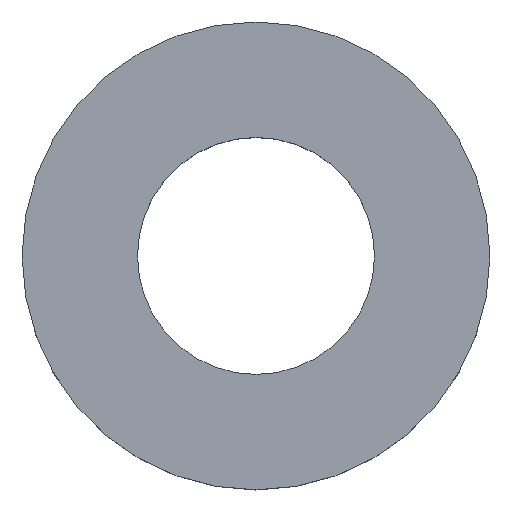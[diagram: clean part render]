
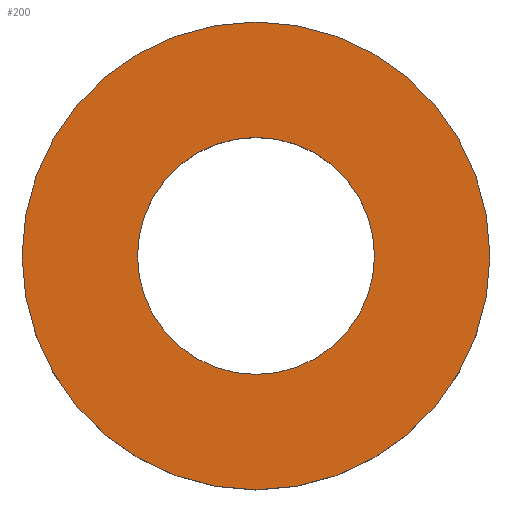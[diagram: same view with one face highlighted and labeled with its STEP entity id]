
A CAD part, top view. The second image highlights one B-rep face of the part: STEP entity #200.
In plain terms, the highlighted planar face has unit normal (0, 0, 1).
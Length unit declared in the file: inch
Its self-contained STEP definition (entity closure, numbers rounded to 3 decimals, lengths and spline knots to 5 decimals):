
#3 = CIRCLE ( 'NONE', #215, 0.1875 ) ;
#4 = ORIENTED_EDGE ( 'NONE', *, *, #236, .F. ) ;
#7 = EDGE_LOOP ( 'NONE', ( #12, #97 ) ) ;
#8 = CIRCLE ( 'NONE', #209, 0.1875 ) ;
#12 = ORIENTED_EDGE ( 'NONE', *, *, #241, .T. ) ;
#42 = FACE_BOUND ( 'NONE', #91, .T. ) ;
#54 = FACE_OUTER_BOUND ( 'NONE', #7, .T. ) ;
#68 = CIRCLE ( 'NONE', #210, 0.095 ) ;
#78 = ORIENTED_EDGE ( 'NONE', *, *, #244, .F. ) ;
#85 = CIRCLE ( 'NONE', #238, 0.095 ) ;
#91 = EDGE_LOOP ( 'NONE', ( #4, #78 ) ) ;
#97 = ORIENTED_EDGE ( 'NONE', *, *, #245, .T. ) ;
#101 = DIRECTION ( 'NONE',  ( 1., 0., 0. ) ) ;
#103 = CARTESIAN_POINT ( 'NONE',  ( 0., 0., 0. ) ) ;
#117 = CARTESIAN_POINT ( 'NONE',  ( 0.095, 0., 0. ) ) ;
#120 = VERTEX_POINT ( 'NONE', #193 ) ;
#125 = CARTESIAN_POINT ( 'NONE',  ( 0., 0., 0. ) ) ;
#130 = DIRECTION ( 'NONE',  ( 1., 0., 0. ) ) ;
#133 = DIRECTION ( 'NONE',  ( 0., 0., 1. ) ) ;
#136 = DIRECTION ( 'NONE',  ( 0., 0., 1. ) ) ;
#137 = CARTESIAN_POINT ( 'NONE',  ( 0., 0., 0. ) ) ;
#143 = VERTEX_POINT ( 'NONE', #152 ) ;
#146 = VERTEX_POINT ( 'NONE', #163 ) ;
#147 = DIRECTION ( 'NONE',  ( 1., 0., 0. ) ) ;
#152 = CARTESIAN_POINT ( 'NONE',  ( -0.1875, 0., 0. ) ) ;
#154 = PLANE ( 'NONE',  #243 ) ;
#156 = DIRECTION ( 'NONE',  ( 0., 0., 1. ) ) ;
#162 = CARTESIAN_POINT ( 'NONE',  ( 0., 0., 0. ) ) ;
#163 = CARTESIAN_POINT ( 'NONE',  ( -0.095, 0., 0. ) ) ;
#165 = DIRECTION ( 'NONE',  ( 0., 0., 1. ) ) ;
#171 = DIRECTION ( 'NONE',  ( 1., 0., 0. ) ) ;
#181 = DIRECTION ( 'NONE',  ( 0., 0., 1. ) ) ;
#187 = CARTESIAN_POINT ( 'NONE',  ( 0., 0., 0. ) ) ;
#190 = DIRECTION ( 'NONE',  ( 1., 0., 0. ) ) ;
#191 = VERTEX_POINT ( 'NONE', #117 ) ;
#193 = CARTESIAN_POINT ( 'NONE',  ( 0.1875, 0., 0. ) ) ;
#200 = ADVANCED_FACE ( 'NONE', ( #42, #54 ), #154, .T. ) ;
#209 = AXIS2_PLACEMENT_3D ( 'NONE', #187, #181, #171 ) ;
#210 = AXIS2_PLACEMENT_3D ( 'NONE', #137, #165, #130 ) ;
#215 = AXIS2_PLACEMENT_3D ( 'NONE', #125, #136, #190 ) ;
#236 = EDGE_CURVE ( 'NONE', #191, #146, #85, .T. ) ;
#238 = AXIS2_PLACEMENT_3D ( 'NONE', #103, #133, #101 ) ;
#241 = EDGE_CURVE ( 'NONE', #120, #143, #3, .T. ) ;
#243 = AXIS2_PLACEMENT_3D ( 'NONE', #162, #156, #147 ) ;
#244 = EDGE_CURVE ( 'NONE', #146, #191, #68, .T. ) ;
#245 = EDGE_CURVE ( 'NONE', #143, #120, #8, .T. ) ;
